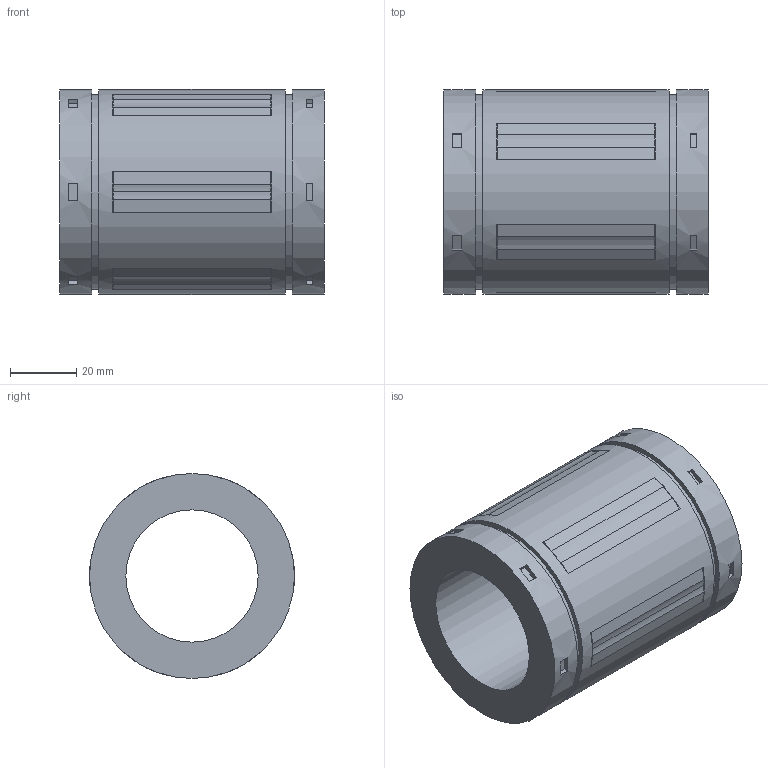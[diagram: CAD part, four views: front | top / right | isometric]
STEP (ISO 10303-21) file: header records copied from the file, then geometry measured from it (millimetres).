
FILE_DESCRIPTION( ( 'STEP AP214' ), '1' );
FILE_NAME( 'TK40UU_2_14.stp', ' ', ( ' ' ), ( ' ' ), 'PSStep 15.0.47', 'PARTsolutions', ' ' );
FILE_SCHEMA( ( 'AUTOMOTIVE_DESIGN { 1 0 10303 214 1 1 1 1 }' ) );
Length unit declared in the file: millimetre
Products named in the file (2): TK40UU; _TK40
Assembly tree (1 placements, depth 2):
  TK40UU
    _TK40
Bounding box: 80 x 62 x 62 mm (x, y, z)
Volume: 139097.8 mm3; surface area: 30795.8 mm2
Topology: 1 solids, 1 shells, 132 faces, 300 edges, 192 vertices
Faces by surface type: plane 102, cylinder 30
Full cylindrical faces by diameter (mm): 40 x1, 59 x2, 62 x3
Entity records: 4756 total; most frequent: DIRECTION 658, CARTESIAN_POINT 620, ORIENTED_EDGE 588, EDGE_CURVE 294, AXIS2_PLACEMENT_3D 230, LINE 198, VECTOR 198, VERTEX_POINT 192
